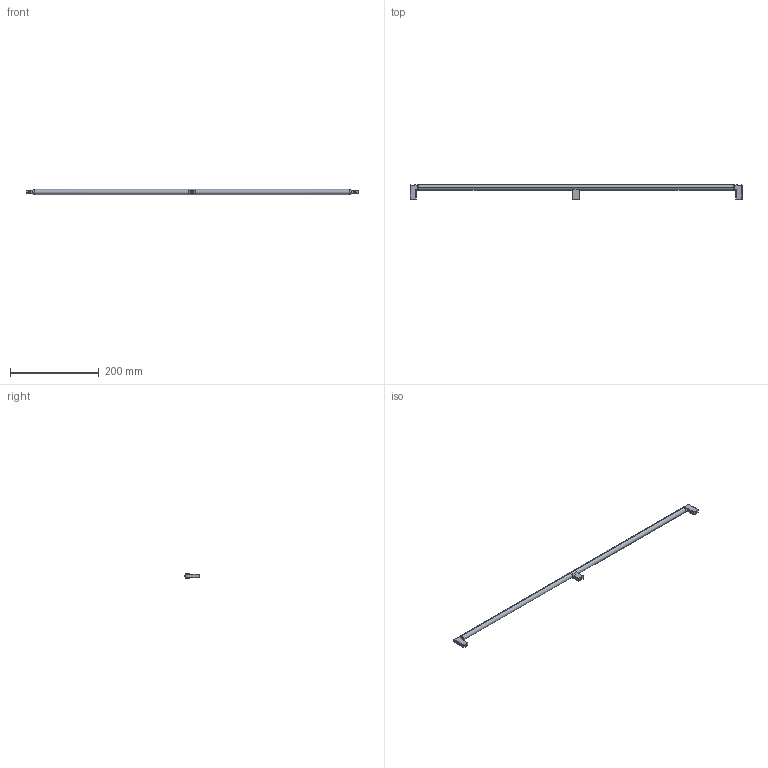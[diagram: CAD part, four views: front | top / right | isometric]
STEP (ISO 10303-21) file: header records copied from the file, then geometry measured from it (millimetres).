
FILE_DESCRIPTION(('Creo Elements/Direct Modeling STEP Export'),'2;1');
FILE_NAME('2457-750.stp','2020-11-03T14:57:33',(''),(''),'Creo Elements/Direct Modeling STEP processor for AP214 (Solid Model)','Creo Elements/Direct Modeling 20.0 12-Nov-2016 (C) Parametric Technology GmbH','');
FILE_SCHEMA(('AUTOMOTIVE_DESIGN { 1 0 10303 214 1 1 1 1 }'));
Length unit declared in the file: millimetre
Products named in the file (6): Sockel.1; Reling; Sockel.1.1; Mittelfuss; Schraube; DIV-10977
Assembly tree (5 placements, depth 2):
  DIV-10977
    Schraube
    Mittelfuss
    Sockel.1.1
    Reling
    Sockel.1
Bounding box: 750 x 32 x 12 mm (x, y, z)
Volume: 71586.2 mm3; surface area: 46871.7 mm2
Topology: 5 solids, 5 shells, 157 faces, 378 edges, 234 vertices
Faces by surface type: cylinder 43, cone 38, plane 32, bspline 32, torus 12
Entity records: 12381 total; most frequent: CARTESIAN_POINT 8973, ORIENTED_EDGE 744, DIRECTION 534, EDGE_CURVE 372, VERTEX_POINT 234, AXIS2_PLACEMENT_3D 220, EDGE_LOOP 172, FACE_OUTER_BOUND 157
